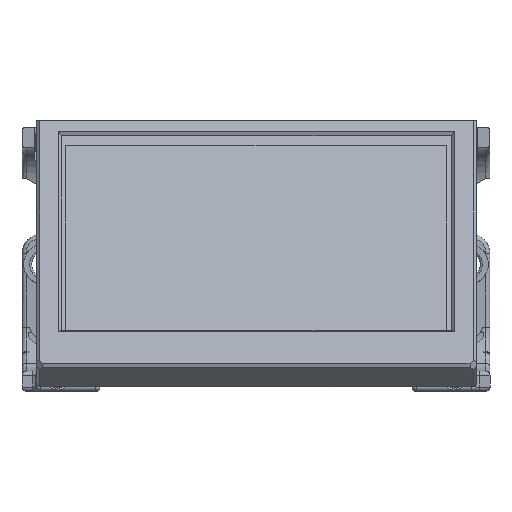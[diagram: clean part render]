
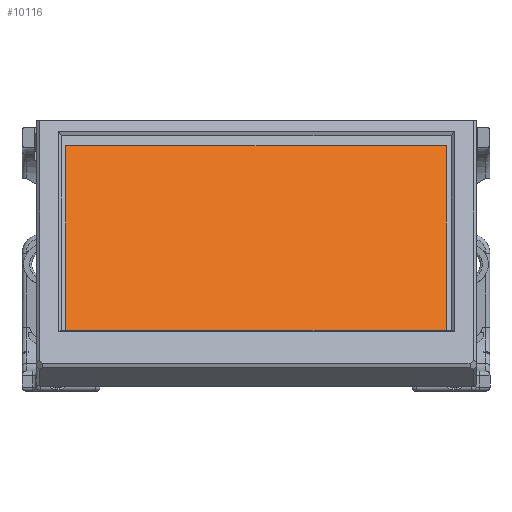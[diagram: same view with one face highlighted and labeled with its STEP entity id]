
A CAD part, front view. The second image highlights one B-rep face of the part: STEP entity #10116.
In plain terms, the highlighted face is planar.
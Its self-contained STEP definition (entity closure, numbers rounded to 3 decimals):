
#607=PLANE('',#10828);
#895=FACE_OUTER_BOUND('',#1503,.T.);
#1503=EDGE_LOOP('',(#6968,#6969,#6970,#6971));
#2131=LINE('',#14835,#2999);
#2134=LINE('',#14841,#3002);
#2137=LINE('',#14847,#3005);
#2140=LINE('',#14851,#3008);
#2999=VECTOR('',#12000,10.);
#3002=VECTOR('',#12005,10.);
#3005=VECTOR('',#12010,10.);
#3008=VECTOR('',#12015,10.);
#4250=VERTEX_POINT('',#14832);
#4251=VERTEX_POINT('',#14834);
#4253=VERTEX_POINT('',#14840);
#4255=VERTEX_POINT('',#14846);
#5285=EDGE_CURVE('',#4251,#4250,#2131,.T.);
#5288=EDGE_CURVE('',#4253,#4251,#2134,.T.);
#5291=EDGE_CURVE('',#4255,#4253,#2137,.T.);
#5294=EDGE_CURVE('',#4250,#4255,#2140,.T.);
#6968=ORIENTED_EDGE('',*,*,#5294,.T.);
#6969=ORIENTED_EDGE('',*,*,#5291,.T.);
#6970=ORIENTED_EDGE('',*,*,#5288,.T.);
#6971=ORIENTED_EDGE('',*,*,#5285,.T.);
#10116=ADVANCED_FACE('',(#895),#607,.T.);
#10828=AXIS2_PLACEMENT_3D('',#14852,#12016,#12017);
#12000=DIRECTION('',(0.,0.,-1.));
#12005=DIRECTION('',(0.,-1.,0.));
#12010=DIRECTION('',(0.,0.,1.));
#12015=DIRECTION('',(0.,1.,0.));
#12016=DIRECTION('center_axis',(1.,0.,0.));
#12017=DIRECTION('ref_axis',(0.,0.,-1.));
#14832=CARTESIAN_POINT('',(8.5,-47.511,-24.75));
#14834=CARTESIAN_POINT('',(8.5,-47.511,29.101));
#14835=CARTESIAN_POINT('',(8.5,-47.511,-24.75));
#14840=CARTESIAN_POINT('',(8.5,47.511,29.101));
#14841=CARTESIAN_POINT('',(8.5,-47.511,29.101));
#14846=CARTESIAN_POINT('',(8.5,47.511,-24.75));
#14847=CARTESIAN_POINT('',(8.5,47.511,29.101));
#14851=CARTESIAN_POINT('',(8.5,47.511,-24.75));
#14852=CARTESIAN_POINT('Origin',(8.5,0.,2.176));
